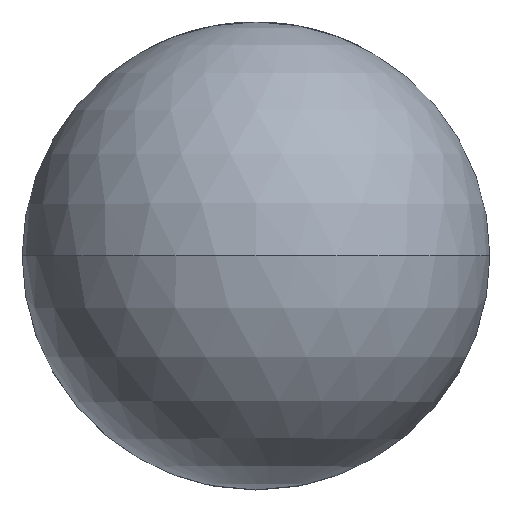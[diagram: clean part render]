
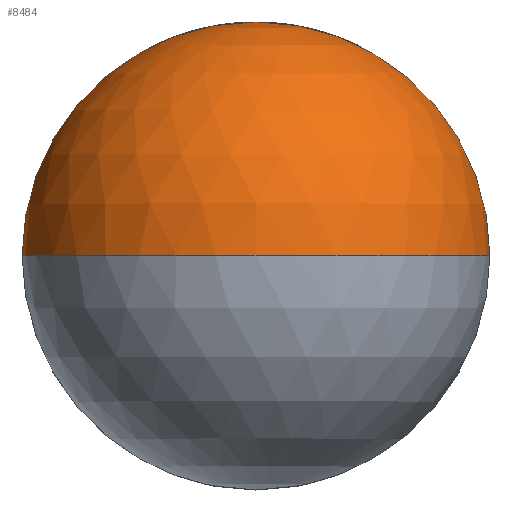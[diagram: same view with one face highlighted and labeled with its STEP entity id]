
A CAD part, top view. The second image highlights one B-rep face of the part: STEP entity #8484.
In plain terms, the highlighted spherical face has radius 2.5 mm.
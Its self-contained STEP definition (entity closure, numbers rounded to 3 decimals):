
#177 = DIRECTION ( 'NONE',  ( 1., 0., 0. ) ) ;
#1179 = VERTEX_POINT ( 'NONE', #1351 ) ;
#1351 = CARTESIAN_POINT ( 'NONE',  ( 2.5, 0., 4.5 ) ) ;
#2272 = AXIS2_PLACEMENT_3D ( 'NONE', #8761, #4623, #12908 ) ;
#2443 = VERTEX_POINT ( 'NONE', #5591 ) ;
#2492 = ORIENTED_EDGE ( 'NONE', *, *, #6719, .F. ) ;
#3293 = CIRCLE ( 'NONE', #13088, 2.5 ) ;
#3514 = CARTESIAN_POINT ( 'NONE',  ( 0., 0., 4.5 ) ) ;
#3672 = AXIS2_PLACEMENT_3D ( 'NONE', #3514, #7667, #5713 ) ;
#4186 = AXIS2_PLACEMENT_3D ( 'NONE', #7538, #12649, #177 ) ;
#4623 = DIRECTION ( 'NONE',  ( 0., -1., 0. ) ) ;
#4782 = EDGE_CURVE ( 'NONE', #2443, #1179, #6562, .T. ) ;
#5032 = EDGE_LOOP ( 'NONE', ( #6959, #6831, #2492 ) ) ;
#5591 = CARTESIAN_POINT ( 'NONE',  ( -2.5, 0., 4.5 ) ) ;
#5713 = DIRECTION ( 'NONE',  ( 1., 0., 0. ) ) ;
#6562 = CIRCLE ( 'NONE', #4186, 2.5 ) ;
#6719 = EDGE_CURVE ( 'NONE', #1179, #7524, #10137, .T. ) ;
#6831 = ORIENTED_EDGE ( 'NONE', *, *, #7099, .T. ) ;
#6959 = ORIENTED_EDGE ( 'NONE', *, *, #4782, .F. ) ;
#7099 = EDGE_CURVE ( 'NONE', #2443, #7524, #3293, .T. ) ;
#7524 = VERTEX_POINT ( 'NONE', #13194 ) ;
#7538 = CARTESIAN_POINT ( 'NONE',  ( 0., 0., 4.5 ) ) ;
#7667 = DIRECTION ( 'NONE',  ( 0., 1., 0. ) ) ;
#8484 = ADVANCED_FACE ( 'NONE', ( #8843 ), #12911, .T. ) ;
#8761 = CARTESIAN_POINT ( 'NONE',  ( 0., 0., 4.5 ) ) ;
#8843 = FACE_OUTER_BOUND ( 'NONE', #5032, .T. ) ;
#9030 = CARTESIAN_POINT ( 'NONE',  ( 0., 0., 4.5 ) ) ;
#10137 = CIRCLE ( 'NONE', #2272, 2.5 ) ;
#11064 = DIRECTION ( 'NONE',  ( -1., 0., 0. ) ) ;
#11128 = DIRECTION ( 'NONE',  ( 0., 1., 0. ) ) ;
#12649 = DIRECTION ( 'NONE',  ( 0., 0., -1. ) ) ;
#12908 = DIRECTION ( 'NONE',  ( 0., 0., -1. ) ) ;
#12911 = SPHERICAL_SURFACE ( 'NONE', #3672, 2.5 ) ;
#13088 = AXIS2_PLACEMENT_3D ( 'NONE', #9030, #11128, #11064 ) ;
#13194 = CARTESIAN_POINT ( 'NONE',  ( 0., 0., 7. ) ) ;
